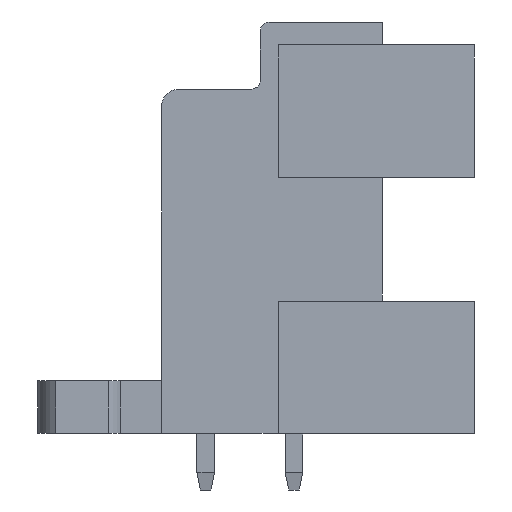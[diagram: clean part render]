
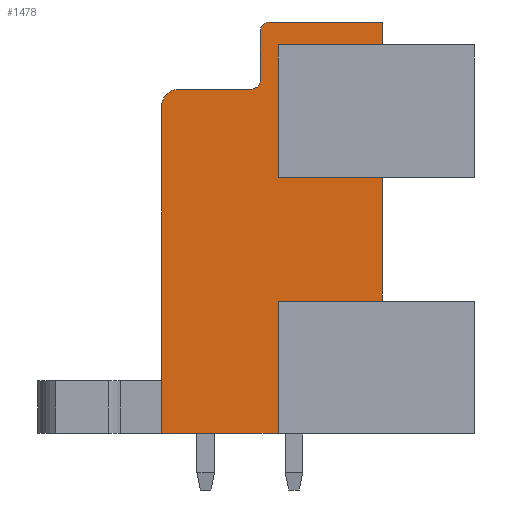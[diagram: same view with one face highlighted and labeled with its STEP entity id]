
A CAD part, left-side view. The second image highlights one B-rep face of the part: STEP entity #1478.
In plain terms, the highlighted planar face has unit normal (-1, 0, 0).
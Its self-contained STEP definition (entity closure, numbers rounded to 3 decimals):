
#942=AXIS2_PLACEMENT_3D('Circle Axis2P3D',#940,#941,$) ;
#1004=AXIS2_PLACEMENT_3D('Circle Axis2P3D',#1002,#1003,$) ;
#1066=AXIS2_PLACEMENT_3D('Circle Axis2P3D',#1064,#1065,$) ;
#1449=AXIS2_PLACEMENT_3D('Plane Axis2P3D',#1446,#1447,#1448) ;
#323=CARTESIAN_POINT('Vertex',(3.5,5.2,10.7)) ;
#326=CARTESIAN_POINT('Line Origine',(3.5,8.15,10.7)) ;
#330=CARTESIAN_POINT('Vertex',(3.5,11.1,10.7)) ;
#408=CARTESIAN_POINT('Vertex',(3.5,5.2,17.7)) ;
#411=CARTESIAN_POINT('Line Origine',(3.5,5.2,14.2)) ;
#467=CARTESIAN_POINT('Vertex',(3.5,11.1,17.7)) ;
#470=CARTESIAN_POINT('Line Origine',(3.5,8.15,17.7)) ;
#795=CARTESIAN_POINT('Vertex',(3.5,5.2,25.2)) ;
#798=CARTESIAN_POINT('Line Origine',(3.5,8.15,25.2)) ;
#802=CARTESIAN_POINT('Vertex',(3.5,11.1,25.2)) ;
#875=CARTESIAN_POINT('Vertex',(3.5,5.2,26.5)) ;
#878=CARTESIAN_POINT('Line Origine',(3.5,5.2,25.85)) ;
#906=CARTESIAN_POINT('Vertex',(3.5,11.6,26.5)) ;
#909=CARTESIAN_POINT('Line Origine',(3.5,8.4,26.5)) ;
#937=CARTESIAN_POINT('Vertex',(3.5,12.1,26.)) ;
#940=CARTESIAN_POINT('Axis2P3D Location',(3.5,11.6,26.)) ;
#968=CARTESIAN_POINT('Vertex',(3.5,12.1,23.2)) ;
#971=CARTESIAN_POINT('Line Origine',(3.5,12.1,24.6)) ;
#999=CARTESIAN_POINT('Vertex',(3.5,12.6,22.7)) ;
#1002=CARTESIAN_POINT('Axis2P3D Location',(3.5,12.6,23.2)) ;
#1030=CARTESIAN_POINT('Vertex',(3.5,16.7,22.7)) ;
#1033=CARTESIAN_POINT('Line Origine',(3.5,14.65,22.7)) ;
#1061=CARTESIAN_POINT('Vertex',(3.5,17.7,21.7)) ;
#1064=CARTESIAN_POINT('Axis2P3D Location',(3.5,16.7,21.7)) ;
#1085=CARTESIAN_POINT('Vertex',(3.5,17.7,3.2)) ;
#1090=CARTESIAN_POINT('Line Origine',(3.5,17.7,12.45)) ;
#1174=CARTESIAN_POINT('Vertex',(3.5,11.1,3.2)) ;
#1177=CARTESIAN_POINT('Line Origine',(3.5,14.4,3.2)) ;
#1446=CARTESIAN_POINT('Axis2P3D Location',(3.5,0.,0.)) ;
#1451=CARTESIAN_POINT('Line Origine',(3.5,11.1,21.45)) ;
#1456=CARTESIAN_POINT('Line Origine',(3.5,11.1,6.95)) ;
#327=DIRECTION('Vector Direction',(0.,-1.,0.)) ;
#412=DIRECTION('Vector Direction',(0.,0.,-1.)) ;
#471=DIRECTION('Vector Direction',(0.,1.,0.)) ;
#799=DIRECTION('Vector Direction',(0.,-1.,0.)) ;
#879=DIRECTION('Vector Direction',(0.,0.,-1.)) ;
#910=DIRECTION('Vector Direction',(0.,-1.,0.)) ;
#941=DIRECTION('Axis2P3D Direction',(-1.,0.,0.)) ;
#972=DIRECTION('Vector Direction',(0.,0.,1.)) ;
#1003=DIRECTION('Axis2P3D Direction',(-1.,0.,0.)) ;
#1034=DIRECTION('Vector Direction',(0.,-1.,0.)) ;
#1065=DIRECTION('Axis2P3D Direction',(-1.,0.,0.)) ;
#1091=DIRECTION('Vector Direction',(0.,0.,1.)) ;
#1178=DIRECTION('Vector Direction',(0.,1.,0.)) ;
#1447=DIRECTION('Axis2P3D Direction',(-1.,0.,0.)) ;
#1448=DIRECTION('Axis2P3D XDirection',(0.,-1.,0.)) ;
#1452=DIRECTION('Vector Direction',(0.,0.,1.)) ;
#1457=DIRECTION('Vector Direction',(0.,0.,1.)) ;
#328=VECTOR('Line Direction',#327,1.) ;
#413=VECTOR('Line Direction',#412,1.) ;
#472=VECTOR('Line Direction',#471,1.) ;
#800=VECTOR('Line Direction',#799,1.) ;
#880=VECTOR('Line Direction',#879,1.) ;
#911=VECTOR('Line Direction',#910,1.) ;
#973=VECTOR('Line Direction',#972,1.) ;
#1035=VECTOR('Line Direction',#1034,1.) ;
#1092=VECTOR('Line Direction',#1091,1.) ;
#1179=VECTOR('Line Direction',#1178,1.) ;
#1453=VECTOR('Line Direction',#1452,1.) ;
#1458=VECTOR('Line Direction',#1457,1.) ;
#1462=ORIENTED_EDGE('',*,*,#474,.F.) ;
#1463=ORIENTED_EDGE('',*,*,#1455,.F.) ;
#1464=ORIENTED_EDGE('',*,*,#804,.F.) ;
#1465=ORIENTED_EDGE('',*,*,#882,.T.) ;
#1466=ORIENTED_EDGE('',*,*,#913,.T.) ;
#1467=ORIENTED_EDGE('',*,*,#944,.T.) ;
#1468=ORIENTED_EDGE('',*,*,#975,.T.) ;
#1469=ORIENTED_EDGE('',*,*,#1006,.T.) ;
#1470=ORIENTED_EDGE('',*,*,#1037,.T.) ;
#1471=ORIENTED_EDGE('',*,*,#1068,.T.) ;
#1472=ORIENTED_EDGE('',*,*,#1094,.T.) ;
#1473=ORIENTED_EDGE('',*,*,#1181,.T.) ;
#1474=ORIENTED_EDGE('',*,*,#1460,.F.) ;
#1475=ORIENTED_EDGE('',*,*,#332,.F.) ;
#1476=ORIENTED_EDGE('',*,*,#415,.T.) ;
#1478=ADVANCED_FACE('Housing',(#1477),#1450,.T.) ;
#943=CIRCLE('generated circle',#942,0.5) ;
#1005=CIRCLE('generated circle',#1004,0.5) ;
#1067=CIRCLE('generated circle',#1066,1.) ;
#332=EDGE_CURVE('',#324,#331,#329,.F.) ;
#415=EDGE_CURVE('',#324,#409,#414,.F.) ;
#474=EDGE_CURVE('',#468,#409,#473,.F.) ;
#804=EDGE_CURVE('',#796,#803,#801,.F.) ;
#882=EDGE_CURVE('',#796,#876,#881,.F.) ;
#913=EDGE_CURVE('',#876,#907,#912,.F.) ;
#944=EDGE_CURVE('',#907,#938,#943,.T.) ;
#975=EDGE_CURVE('',#938,#969,#974,.F.) ;
#1006=EDGE_CURVE('',#969,#1000,#1005,.F.) ;
#1037=EDGE_CURVE('',#1000,#1031,#1036,.F.) ;
#1068=EDGE_CURVE('',#1031,#1062,#1067,.T.) ;
#1094=EDGE_CURVE('',#1062,#1086,#1093,.F.) ;
#1181=EDGE_CURVE('',#1086,#1175,#1180,.F.) ;
#1455=EDGE_CURVE('',#803,#468,#1454,.F.) ;
#1460=EDGE_CURVE('',#331,#1175,#1459,.F.) ;
#1461=EDGE_LOOP('',(#1462,#1463,#1464,#1465,#1466,#1467,#1468,#1469,#1470,#1471,#1472,#1473,#1474,#1475,#1476)) ;
#1477=FACE_OUTER_BOUND('',#1461,.T.) ;
#329=LINE('Line',#326,#328) ;
#414=LINE('Line',#411,#413) ;
#473=LINE('Line',#470,#472) ;
#801=LINE('Line',#798,#800) ;
#881=LINE('Line',#878,#880) ;
#912=LINE('Line',#909,#911) ;
#974=LINE('Line',#971,#973) ;
#1036=LINE('Line',#1033,#1035) ;
#1093=LINE('Line',#1090,#1092) ;
#1180=LINE('Line',#1177,#1179) ;
#1454=LINE('Line',#1451,#1453) ;
#1459=LINE('Line',#1456,#1458) ;
#1450=PLANE('',#1449) ;
#324=VERTEX_POINT('',#323) ;
#331=VERTEX_POINT('',#330) ;
#409=VERTEX_POINT('',#408) ;
#468=VERTEX_POINT('',#467) ;
#796=VERTEX_POINT('',#795) ;
#803=VERTEX_POINT('',#802) ;
#876=VERTEX_POINT('',#875) ;
#907=VERTEX_POINT('',#906) ;
#938=VERTEX_POINT('',#937) ;
#969=VERTEX_POINT('',#968) ;
#1000=VERTEX_POINT('',#999) ;
#1031=VERTEX_POINT('',#1030) ;
#1062=VERTEX_POINT('',#1061) ;
#1086=VERTEX_POINT('',#1085) ;
#1175=VERTEX_POINT('',#1174) ;
